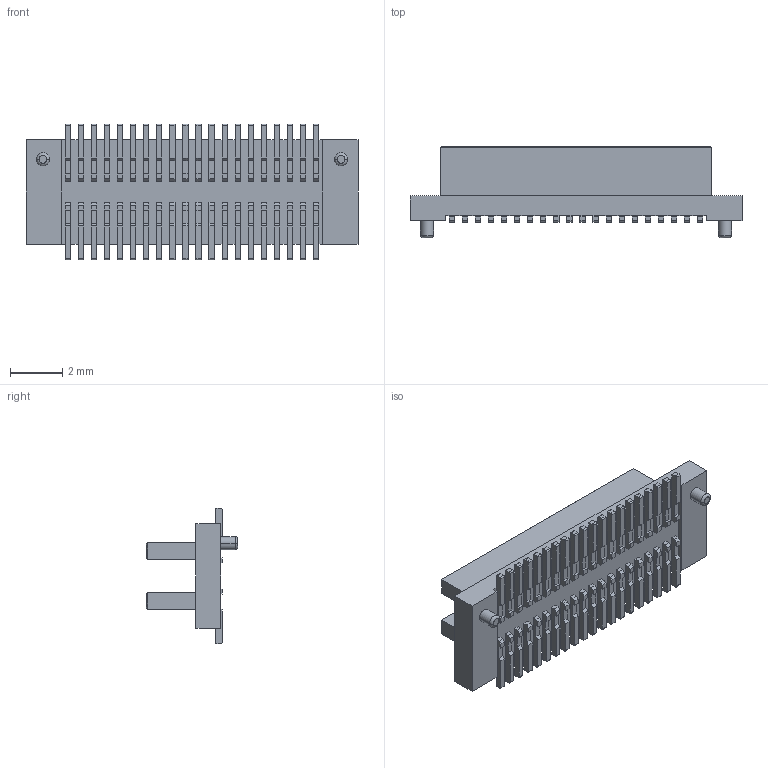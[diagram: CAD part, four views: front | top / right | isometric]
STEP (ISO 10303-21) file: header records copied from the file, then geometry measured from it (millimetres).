
FILE_DESCRIPTION((''),'2;1');
FILE_NAME('FBB05002-M40-H10','2019-10-28T',('gongcheng6'),(''),'PRO/ENGINEER BY PARAMETRIC TECHNOLOGY CORPORATION, 2010280','PRO/ENGINEER BY PARAMETRIC TECHNOLOGY CORPORATION, 2010280','');
FILE_SCHEMA(('CONFIG_CONTROL_DESIGN'));
Length unit declared in the file: millimetre
Products named in the file (1): FBB05002-M40-H10
Bounding box: 12.7 x 3.5 x 5.2 mm (x, y, z)
Volume: 70 mm3; surface area: 268.5 mm2
Topology: 1 solids, 1 shells, 558 faces, 1564 edges, 1012 vertices
Faces by surface type: plane 470, cylinder 84, torus 4
Entity records: 17666 total; most frequent: CARTESIAN_POINT 3134, ORIENTED_EDGE 3128, DIRECTION 2856, EDGE_CURVE 1564, VECTOR 1388, LINE 1388, VERTEX_POINT 1012, AXIS2_PLACEMENT_3D 734
